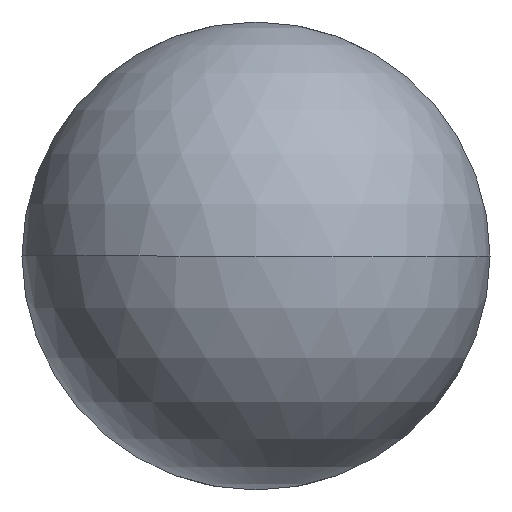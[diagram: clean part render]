
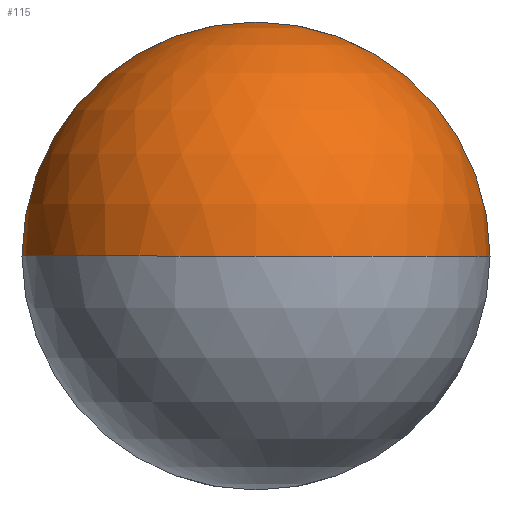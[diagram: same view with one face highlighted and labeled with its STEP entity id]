
A CAD part, front view. The second image highlights one B-rep face of the part: STEP entity #115.
In plain terms, the highlighted spherical face has radius 6.35 mm.
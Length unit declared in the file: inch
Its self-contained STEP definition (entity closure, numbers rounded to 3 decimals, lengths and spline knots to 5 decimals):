
#24 = EDGE_CURVE ( 'NONE', #136, #255, #137, .T. ) ;
#39 = ORIENTED_EDGE ( 'NONE', *, *, #85, .F. ) ;
#49 = CARTESIAN_POINT ( 'NONE',  ( 0.25, 0.25, 0. ) ) ;
#51 = AXIS2_PLACEMENT_3D ( 'NONE', #218, #252, #248 ) ;
#55 = CARTESIAN_POINT ( 'NONE',  ( 0., 0.25, 0. ) ) ;
#61 = CARTESIAN_POINT ( 'NONE',  ( 0., 0.25, 0. ) ) ;
#84 = DIRECTION ( 'NONE',  ( 1., 0., 0. ) ) ;
#85 = EDGE_CURVE ( 'NONE', #136, #309, #286, .T. ) ;
#109 = DIRECTION ( 'NONE',  ( 0., 0., 1. ) ) ;
#114 = CARTESIAN_POINT ( 'NONE',  ( 0., 0.25, 0. ) ) ;
#115 = ADVANCED_FACE ( 'NONE', ( #308 ), #229, .T. ) ;
#135 = CARTESIAN_POINT ( 'NONE',  ( 0., 0.25, 0. ) ) ;
#136 = VERTEX_POINT ( 'NONE', #49 ) ;
#137 = CIRCLE ( 'NONE', #199, 0.25 ) ;
#170 = ORIENTED_EDGE ( 'NONE', *, *, #192, .T. ) ;
#173 = EDGE_CURVE ( 'NONE', #255, #202, #239, .T. ) ;
#178 = CARTESIAN_POINT ( 'NONE',  ( 0., 0.25, 0.25 ) ) ;
#192 = EDGE_CURVE ( 'NONE', #202, #309, #210, .T. ) ;
#195 = AXIS2_PLACEMENT_3D ( 'NONE', #135, #109, #221 ) ;
#199 = AXIS2_PLACEMENT_3D ( 'NONE', #61, #273, #303 ) ;
#202 = VERTEX_POINT ( 'NONE', #203 ) ;
#203 = CARTESIAN_POINT ( 'NONE',  ( -0.25, 0.25, 0. ) ) ;
#210 = CIRCLE ( 'NONE', #296, 0.25 ) ;
#217 = CARTESIAN_POINT ( 'NONE',  ( 0., 0., 0. ) ) ;
#218 = CARTESIAN_POINT ( 'NONE',  ( 0., 0.25, 0. ) ) ;
#221 = DIRECTION ( 'NONE',  ( 1., 0., 0. ) ) ;
#229 = SPHERICAL_SURFACE ( 'NONE', #195, 0.25 ) ;
#230 = ORIENTED_EDGE ( 'NONE', *, *, #24, .T. ) ;
#233 = DIRECTION ( 'NONE',  ( 0., -1., 0. ) ) ;
#234 = DIRECTION ( 'NONE',  ( 0., 0., 1. ) ) ;
#239 = CIRCLE ( 'NONE', #334, 0.25 ) ;
#248 = DIRECTION ( 'NONE',  ( -1., 0., 0. ) ) ;
#252 = DIRECTION ( 'NONE',  ( 0., 0., -1. ) ) ;
#255 = VERTEX_POINT ( 'NONE', #178 ) ;
#273 = DIRECTION ( 'NONE',  ( 0., -1., 0. ) ) ;
#279 = ORIENTED_EDGE ( 'NONE', *, *, #173, .T. ) ;
#286 = CIRCLE ( 'NONE', #51, 0.25 ) ;
#291 = DIRECTION ( 'NONE',  ( 0., 0., -1. ) ) ;
#296 = AXIS2_PLACEMENT_3D ( 'NONE', #114, #234, #84 ) ;
#303 = DIRECTION ( 'NONE',  ( 0., 0., -1. ) ) ;
#308 = FACE_OUTER_BOUND ( 'NONE', #310, .T. ) ;
#309 = VERTEX_POINT ( 'NONE', #217 ) ;
#310 = EDGE_LOOP ( 'NONE', ( #279, #170, #39, #230 ) ) ;
#334 = AXIS2_PLACEMENT_3D ( 'NONE', #55, #233, #291 ) ;
